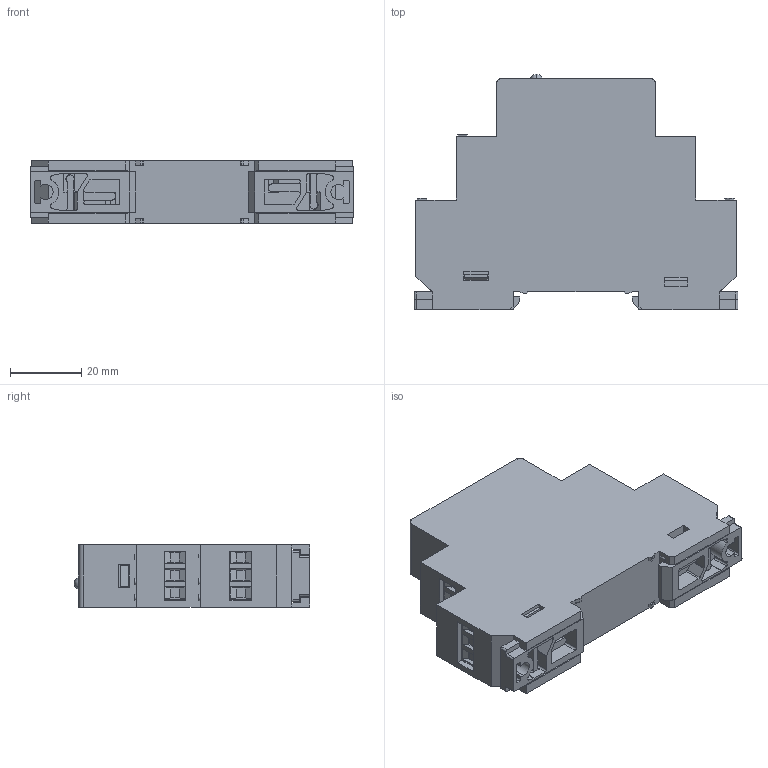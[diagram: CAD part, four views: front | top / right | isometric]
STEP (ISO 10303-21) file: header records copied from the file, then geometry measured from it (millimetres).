
FILE_DESCRIPTION (( 'STEP AP214' ), '1' );
FILE_NAME ('ISEUR1.STEP', '2020-02-13T13:46:43', ( '' ), ( '' ), 'SwSTEP 2.0', 'SolidWorks 2019', '' );
FILE_SCHEMA (( 'AUTOMOTIVE_DESIGN' ));
Length unit declared in the file: inch
Products named in the file (1): ISEUR1
Bounding box: 90.69 x 66.05 x 17.5 mm (x, y, z)
Volume: 75120.4 mm3; surface area: 19772.5 mm2
Topology: 2 solids, 2 shells, 1290 faces, 4011 edges, 2837 vertices
Faces by surface type: plane 956, bspline 326, cylinder 6, sphere 2
Entity records: 55000 total; most frequent: CARTESIAN_POINT 22219, ORIENTED_EDGE 8002, DIRECTION 4933, EDGE_CURVE 4001, VERTEX_POINT 2835, VECTOR 2773, LINE 2773, EDGE_LOOP 1434
